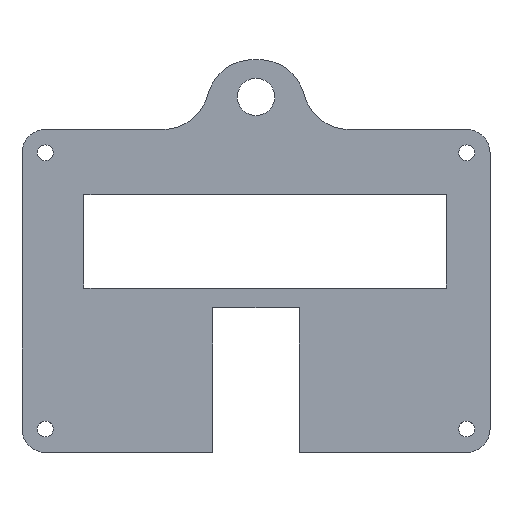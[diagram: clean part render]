
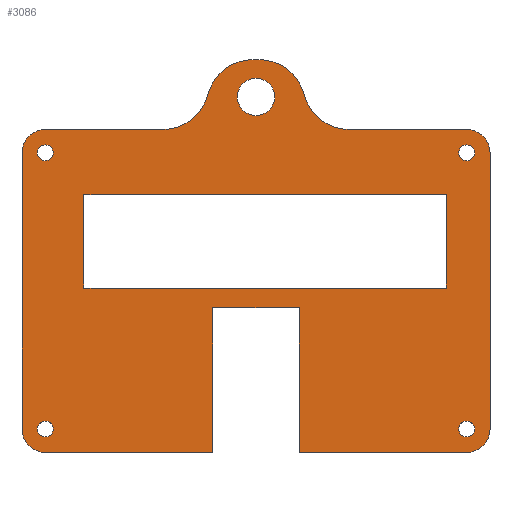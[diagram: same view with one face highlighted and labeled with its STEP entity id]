
A CAD part, top view. The second image highlights one B-rep face of the part: STEP entity #3086.
In plain terms, the highlighted planar face has unit normal (0, 0, 1).
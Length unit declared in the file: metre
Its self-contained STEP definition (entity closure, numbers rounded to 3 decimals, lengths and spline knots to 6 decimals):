
#117=CIRCLE('',#3301,0.0017);
#118=CIRCLE('',#3303,0.0017);
#119=CIRCLE('',#3305,0.0017);
#120=CIRCLE('',#3309,0.0017);
#121=CIRCLE('',#3311,0.004);
#122=CIRCLE('',#3312,0.01);
#123=CIRCLE('',#3313,0.01);
#124=CIRCLE('',#3314,0.01);
#125=CIRCLE('',#3315,0.01);
#126=CIRCLE('',#3316,0.005);
#127=CIRCLE('',#3317,0.005);
#128=CIRCLE('',#3318,0.005);
#129=CIRCLE('',#3319,0.005);
#429=ORIENTED_EDGE('',*,*,#1330,.F.);
#430=ORIENTED_EDGE('',*,*,#1331,.T.);
#431=ORIENTED_EDGE('',*,*,#1332,.T.);
#432=ORIENTED_EDGE('',*,*,#1333,.T.);
#433=ORIENTED_EDGE('',*,*,#1334,.T.);
#434=ORIENTED_EDGE('',*,*,#1335,.T.);
#435=ORIENTED_EDGE('',*,*,#1295,.T.);
#436=ORIENTED_EDGE('',*,*,#1336,.T.);
#437=ORIENTED_EDGE('',*,*,#1326,.F.);
#438=ORIENTED_EDGE('',*,*,#1337,.T.);
#439=ORIENTED_EDGE('',*,*,#1305,.F.);
#440=ORIENTED_EDGE('',*,*,#1309,.T.);
#441=ORIENTED_EDGE('',*,*,#1311,.F.);
#442=ORIENTED_EDGE('',*,*,#1313,.F.);
#443=ORIENTED_EDGE('',*,*,#1315,.F.);
#444=ORIENTED_EDGE('',*,*,#1338,.T.);
#445=ORIENTED_EDGE('',*,*,#1317,.T.);
#446=ORIENTED_EDGE('',*,*,#1339,.T.);
#447=ORIENTED_EDGE('',*,*,#1320,.T.);
#448=ORIENTED_EDGE('',*,*,#1299,.F.);
#449=ORIENTED_EDGE('',*,*,#1302,.T.);
#450=ORIENTED_EDGE('',*,*,#1304,.T.);
#451=ORIENTED_EDGE('',*,*,#1325,.F.);
#452=ORIENTED_EDGE('',*,*,#1324,.F.);
#453=ORIENTED_EDGE('',*,*,#1323,.F.);
#454=ORIENTED_EDGE('',*,*,#1322,.F.);
#455=ORIENTED_EDGE('',*,*,#1329,.F.);
#1295=EDGE_CURVE('',#1758,#1759,#2003,.T.);
#1299=EDGE_CURVE('',#1760,#1761,#2007,.T.);
#1302=EDGE_CURVE('',#1760,#1762,#2010,.T.);
#1304=EDGE_CURVE('',#1762,#1763,#2012,.T.);
#1305=EDGE_CURVE('',#1764,#1765,#2013,.T.);
#1309=EDGE_CURVE('',#1764,#1766,#2017,.T.);
#1311=EDGE_CURVE('',#1767,#1766,#2019,.T.);
#1313=EDGE_CURVE('',#1768,#1767,#2021,.T.);
#1315=EDGE_CURVE('',#1769,#1768,#2023,.T.);
#1317=EDGE_CURVE('',#1771,#1770,#2025,.T.);
#1320=EDGE_CURVE('',#1773,#1772,#2028,.T.);
#1322=EDGE_CURVE('',#1774,#1774,#117,.T.);
#1323=EDGE_CURVE('',#1775,#1775,#118,.T.);
#1324=EDGE_CURVE('',#1776,#1776,#119,.T.);
#1325=EDGE_CURVE('',#1761,#1763,#2030,.T.);
#1326=EDGE_CURVE('',#1777,#1778,#2031,.T.);
#1329=EDGE_CURVE('',#1779,#1779,#120,.T.);
#1330=EDGE_CURVE('',#1780,#1780,#121,.T.);
#1331=EDGE_CURVE('',#1772,#1781,#122,.F.);
#1332=EDGE_CURVE('',#1781,#1782,#123,.T.);
#1333=EDGE_CURVE('',#1782,#1783,#2034,.T.);
#1334=EDGE_CURVE('',#1783,#1784,#124,.T.);
#1335=EDGE_CURVE('',#1784,#1758,#125,.F.);
#1336=EDGE_CURVE('',#1759,#1778,#126,.T.);
#1337=EDGE_CURVE('',#1777,#1765,#127,.T.);
#1338=EDGE_CURVE('',#1769,#1771,#128,.T.);
#1339=EDGE_CURVE('',#1770,#1773,#129,.T.);
#1758=VERTEX_POINT('',#4603);
#1759=VERTEX_POINT('',#4604);
#1760=VERTEX_POINT('',#4609);
#1761=VERTEX_POINT('',#4611);
#1762=VERTEX_POINT('',#4615);
#1763=VERTEX_POINT('',#4619);
#1764=VERTEX_POINT('',#4623);
#1765=VERTEX_POINT('',#4624);
#1766=VERTEX_POINT('',#4629);
#1767=VERTEX_POINT('',#4633);
#1768=VERTEX_POINT('',#4637);
#1769=VERTEX_POINT('',#4641);
#1770=VERTEX_POINT('',#4645);
#1771=VERTEX_POINT('',#4647);
#1772=VERTEX_POINT('',#4651);
#1773=VERTEX_POINT('',#4653);
#1774=VERTEX_POINT('',#4657);
#1775=VERTEX_POINT('',#4660);
#1776=VERTEX_POINT('',#4663);
#1777=VERTEX_POINT('',#4668);
#1778=VERTEX_POINT('',#4669);
#1779=VERTEX_POINT('',#4674);
#1780=VERTEX_POINT('',#4677);
#1781=VERTEX_POINT('',#4679);
#1782=VERTEX_POINT('',#4681);
#1783=VERTEX_POINT('',#4683);
#1784=VERTEX_POINT('',#4685);
#2003=LINE('',#4602,#2332);
#2007=LINE('',#4610,#2336);
#2010=LINE('',#4616,#2339);
#2012=LINE('',#4620,#2341);
#2013=LINE('',#4622,#2342);
#2017=LINE('',#4630,#2346);
#2019=LINE('',#4634,#2348);
#2021=LINE('',#4638,#2350);
#2023=LINE('',#4642,#2352);
#2025=LINE('',#4646,#2354);
#2028=LINE('',#4652,#2357);
#2030=LINE('',#4665,#2359);
#2031=LINE('',#4667,#2360);
#2034=LINE('',#4682,#2363);
#2332=VECTOR('',#3637,1.);
#2336=VECTOR('',#3643,1.);
#2339=VECTOR('',#3648,1.);
#2341=VECTOR('',#3652,1.);
#2342=VECTOR('',#3655,1.);
#2346=VECTOR('',#3661,1.);
#2348=VECTOR('',#3665,1.);
#2350=VECTOR('',#3669,1.);
#2352=VECTOR('',#3673,1.);
#2354=VECTOR('',#3677,1.);
#2357=VECTOR('',#3682,1.);
#2359=VECTOR('',#3698,1.);
#2360=VECTOR('',#3701,1.);
#2363=VECTOR('',#3716,1.);
#2611=EDGE_LOOP('',(#429));
#2612=EDGE_LOOP('',(#430,#431,#432,#433,#434,#435,#436,#437,#438,#439,#440,
#441,#442,#443,#444,#445,#446,#447));
#2613=EDGE_LOOP('',(#448,#449,#450,#451));
#2614=EDGE_LOOP('',(#452));
#2615=EDGE_LOOP('',(#453));
#2616=EDGE_LOOP('',(#454));
#2617=EDGE_LOOP('',(#455));
#2808=FACE_BOUND('',#2611,.T.);
#2809=FACE_BOUND('',#2612,.T.);
#2810=FACE_BOUND('',#2613,.T.);
#2811=FACE_BOUND('',#2614,.T.);
#2812=FACE_BOUND('',#2615,.T.);
#2813=FACE_BOUND('',#2616,.T.);
#2814=FACE_BOUND('',#2617,.T.);
#2980=PLANE('',#3310);
#3086=ADVANCED_FACE('',(#2808,#2809,#2810,#2811,#2812,#2813,#2814),#2980,
 .T.);
#3301=AXIS2_PLACEMENT_3D('',#4656,#3686,#3687);
#3303=AXIS2_PLACEMENT_3D('',#4659,#3690,#3691);
#3305=AXIS2_PLACEMENT_3D('',#4662,#3694,#3695);
#3309=AXIS2_PLACEMENT_3D('',#4673,#3706,#3707);
#3310=AXIS2_PLACEMENT_3D('',#4675,#3708,#3709);
#3311=AXIS2_PLACEMENT_3D('',#4676,#3710,#3711);
#3312=AXIS2_PLACEMENT_3D('',#4678,#3712,#3713);
#3313=AXIS2_PLACEMENT_3D('',#4680,#3714,#3715);
#3314=AXIS2_PLACEMENT_3D('',#4684,#3717,#3718);
#3315=AXIS2_PLACEMENT_3D('',#4686,#3719,#3720);
#3316=AXIS2_PLACEMENT_3D('',#4687,#3721,#3722);
#3317=AXIS2_PLACEMENT_3D('',#4688,#3723,#3724);
#3318=AXIS2_PLACEMENT_3D('',#4689,#3725,#3726);
#3319=AXIS2_PLACEMENT_3D('',#4690,#3727,#3728);
#3637=DIRECTION('',(-1.,0.,0.));
#3643=DIRECTION('',(0.,-1.,0.));
#3648=DIRECTION('',(1.,0.,0.));
#3652=DIRECTION('',(0.,-1.,0.));
#3655=DIRECTION('',(-1.,0.,0.));
#3661=DIRECTION('',(0.,1.,0.));
#3665=DIRECTION('',(-1.,0.,0.));
#3669=DIRECTION('',(0.,1.,0.));
#3673=DIRECTION('',(-1.,0.,0.));
#3677=DIRECTION('',(0.,1.,0.));
#3682=DIRECTION('',(-1.,0.,0.));
#3686=DIRECTION('',(0.,0.,1.));
#3687=DIRECTION('',(1.,0.,0.));
#3690=DIRECTION('',(0.,0.,1.));
#3691=DIRECTION('',(1.,0.,0.));
#3694=DIRECTION('',(0.,0.,1.));
#3695=DIRECTION('',(1.,0.,0.));
#3698=DIRECTION('',(1.,0.,0.));
#3701=DIRECTION('',(0.,1.,0.));
#3706=DIRECTION('',(0.,0.,1.));
#3707=DIRECTION('',(1.,0.,0.));
#3708=DIRECTION('',(0.,0.,1.));
#3709=DIRECTION('',(1.,0.,0.));
#3710=DIRECTION('',(0.,0.,1.));
#3711=DIRECTION('',(1.,0.,0.));
#3712=DIRECTION('',(0.,0.,1.));
#3713=DIRECTION('',(1.,0.,0.));
#3714=DIRECTION('',(0.,0.,1.));
#3715=DIRECTION('',(1.,0.,0.));
#3716=DIRECTION('',(-1.,0.,0.));
#3717=DIRECTION('',(0.,0.,1.));
#3718=DIRECTION('',(1.,0.,0.));
#3719=DIRECTION('',(0.,0.,1.));
#3720=DIRECTION('',(1.,0.,0.));
#3721=DIRECTION('',(0.,0.,1.));
#3722=DIRECTION('',(1.,0.,0.));
#3723=DIRECTION('',(0.,0.,1.));
#3724=DIRECTION('',(1.,0.,0.));
#3725=DIRECTION('',(0.,0.,1.));
#3726=DIRECTION('',(1.,0.,0.));
#3727=DIRECTION('',(0.,0.,1.));
#3728=DIRECTION('',(1.,0.,0.));
#4602=CARTESIAN_POINT('',(0.001047,0.020741,0.0015));
#4603=CARTESIAN_POINT('',(-0.018953,0.020741,0.0015));
#4604=CARTESIAN_POINT('',(-0.044156,0.020741,0.0015));
#4609=CARTESIAN_POINT('',(-0.035856,0.006741,0.0015));
#4610=CARTESIAN_POINT('',(-0.035856,-0.003259,0.0015));
#4611=CARTESIAN_POINT('',(-0.035856,-0.013259,0.0015));
#4615=CARTESIAN_POINT('',(0.041903,0.006741,0.0015));
#4616=CARTESIAN_POINT('',(0.003023,0.006741,0.0015));
#4619=CARTESIAN_POINT('',(0.041903,-0.013259,0.0015));
#4620=CARTESIAN_POINT('',(0.041903,-0.003259,0.0015));
#4622=CARTESIAN_POINT('',(-0.02868,-0.048522,0.0015));
#4623=CARTESIAN_POINT('',(-0.008203,-0.048522,0.0015));
#4624=CARTESIAN_POINT('',(-0.044156,-0.048522,0.0015));
#4629=CARTESIAN_POINT('',(-0.008203,-0.017522,0.0015));
#4630=CARTESIAN_POINT('',(-0.008203,-0.033022,0.0015));
#4633=CARTESIAN_POINT('',(0.010297,-0.017522,0.0015));
#4634=CARTESIAN_POINT('',(0.001047,-0.017522,0.0015));
#4637=CARTESIAN_POINT('',(0.010297,-0.048522,0.0015));
#4638=CARTESIAN_POINT('',(0.010297,-0.033022,0.0015));
#4641=CARTESIAN_POINT('',(0.04625,-0.048522,0.0015));
#4642=CARTESIAN_POINT('',(0.030773,-0.048522,0.0015));
#4645=CARTESIAN_POINT('',(0.05125,0.015741,0.0015));
#4646=CARTESIAN_POINT('',(0.05125,-0.01389,0.0015));
#4647=CARTESIAN_POINT('',(0.05125,-0.043522,0.0015));
#4651=CARTESIAN_POINT('',(0.021047,0.020741,0.0015));
#4652=CARTESIAN_POINT('',(0.001047,0.020741,0.0015));
#4653=CARTESIAN_POINT('',(0.04625,0.020741,0.0015));
#4656=CARTESIAN_POINT('',(-0.044156,0.015741,0.0015));
#4657=CARTESIAN_POINT('',(-0.042456,0.015741,0.0015));
#4659=CARTESIAN_POINT('',(0.04625,0.015741,0.0015));
#4660=CARTESIAN_POINT('',(0.04795,0.015741,0.0015));
#4662=CARTESIAN_POINT('',(0.04625,-0.043522,0.0015));
#4663=CARTESIAN_POINT('',(0.04795,-0.043522,0.0015));
#4665=CARTESIAN_POINT('',(0.003023,-0.013259,0.0015));
#4667=CARTESIAN_POINT('',(-0.049156,-0.01389,0.0015));
#4668=CARTESIAN_POINT('',(-0.049156,-0.043522,0.0015));
#4669=CARTESIAN_POINT('',(-0.049156,0.015741,0.0015));
#4673=CARTESIAN_POINT('',(-0.044156,-0.043522,0.0015));
#4674=CARTESIAN_POINT('',(-0.042456,-0.043522,0.0015));
#4675=CARTESIAN_POINT('',(0.001047,-0.01389,0.0015));
#4676=CARTESIAN_POINT('',(0.001047,0.027741,0.0015));
#4677=CARTESIAN_POINT('',(0.005047,0.027741,0.0015));
#4678=CARTESIAN_POINT('',(0.021047,0.030741,0.0015));
#4679=CARTESIAN_POINT('',(0.011364,0.028241,0.0015));
#4680=CARTESIAN_POINT('',(0.001682,0.025741,0.0015));
#4681=CARTESIAN_POINT('',(0.001682,0.035741,0.0015));
#4682=CARTESIAN_POINT('',(0.001047,0.035741,0.0015));
#4683=CARTESIAN_POINT('',(0.000411,0.035741,0.0015));
#4684=CARTESIAN_POINT('',(0.000411,0.025741,0.0015));
#4685=CARTESIAN_POINT('',(-0.009271,0.028241,0.0015));
#4686=CARTESIAN_POINT('',(-0.018953,0.030741,0.0015));
#4687=CARTESIAN_POINT('',(-0.044156,0.015741,0.0015));
#4688=CARTESIAN_POINT('',(-0.044156,-0.043522,0.0015));
#4689=CARTESIAN_POINT('',(0.04625,-0.043522,0.0015));
#4690=CARTESIAN_POINT('',(0.04625,0.015741,0.0015));
